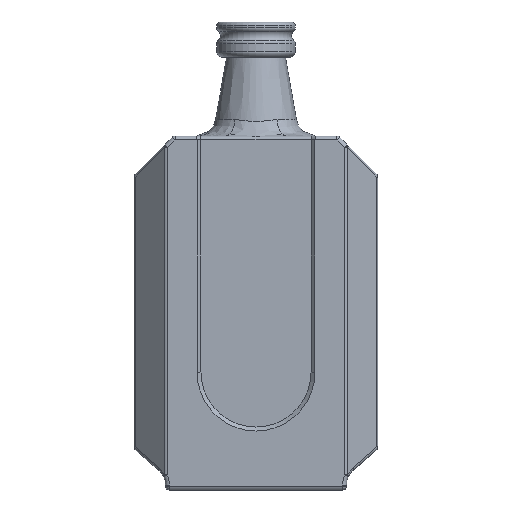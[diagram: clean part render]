
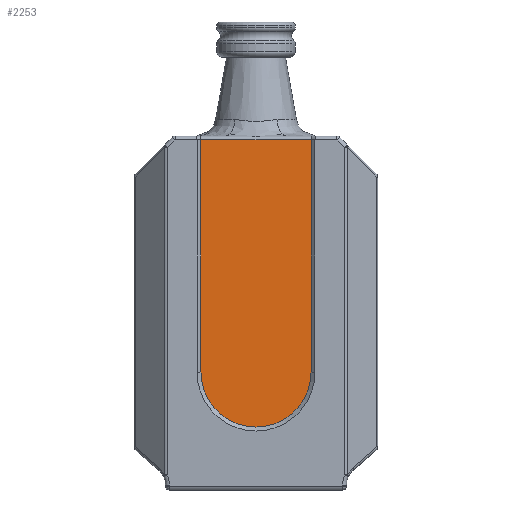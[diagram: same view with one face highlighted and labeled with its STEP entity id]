
A CAD part, front view. The second image highlights one B-rep face of the part: STEP entity #2253.
In plain terms, the highlighted planar face has unit normal (0, -1, 0).
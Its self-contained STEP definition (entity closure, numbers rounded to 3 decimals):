
#2253 = ADVANCED_FACE('',(#2254),#2289,.F.);
#2254 = FACE_BOUND('',#2255,.T.);
#2255 = EDGE_LOOP('',(#2256,#2266,#2274,#2282));
#2256 = ORIENTED_EDGE('',*,*,#2257,.T.);
#2257 = EDGE_CURVE('',#2258,#2260,#2262,.T.);
#2258 = VERTEX_POINT('',#2259);
#2259 = CARTESIAN_POINT('',(14.,-14.,-15.));
#2260 = VERTEX_POINT('',#2261);
#2261 = CARTESIAN_POINT('',(14.,-14.,44.));
#2262 = LINE('',#2263,#2264);
#2263 = CARTESIAN_POINT('',(14.,-14.,-15.));
#2264 = VECTOR('',#2265,1.);
#2265 = DIRECTION('',(0.,0.,1.));
#2266 = ORIENTED_EDGE('',*,*,#2267,.T.);
#2267 = EDGE_CURVE('',#2260,#2268,#2270,.T.);
#2268 = VERTEX_POINT('',#2269);
#2269 = CARTESIAN_POINT('',(-14.,-14.,44.));
#2270 = LINE('',#2271,#2272);
#2271 = CARTESIAN_POINT('',(-14.,-14.,44.));
#2272 = VECTOR('',#2273,1.);
#2273 = DIRECTION('',(-1.,0.,0.));
#2274 = ORIENTED_EDGE('',*,*,#2275,.T.);
#2275 = EDGE_CURVE('',#2268,#2276,#2278,.T.);
#2276 = VERTEX_POINT('',#2277);
#2277 = CARTESIAN_POINT('',(-14.,-14.,-15.));
#2278 = LINE('',#2279,#2280);
#2279 = CARTESIAN_POINT('',(-14.,-14.,-15.));
#2280 = VECTOR('',#2281,1.);
#2281 = DIRECTION('',(0.,0.,-1.));
#2282 = ORIENTED_EDGE('',*,*,#2283,.T.);
#2283 = EDGE_CURVE('',#2276,#2258,#2284,.T.);
#2284 = CIRCLE('',#2285,14.);
#2285 = AXIS2_PLACEMENT_3D('',#2286,#2287,#2288);
#2286 = CARTESIAN_POINT('',(0.,-14.,-15.));
#2287 = DIRECTION('',(0.,-1.,0.));
#2288 = DIRECTION('',(0.,0.,1.));
#2289 = PLANE('',#2290);
#2290 = AXIS2_PLACEMENT_3D('',#2291,#2292,#2293);
#2291 = CARTESIAN_POINT('',(0.,-14.,-15.));
#2292 = DIRECTION('',(0.,1.,0.));
#2293 = DIRECTION('',(0.,-0.,1.));
